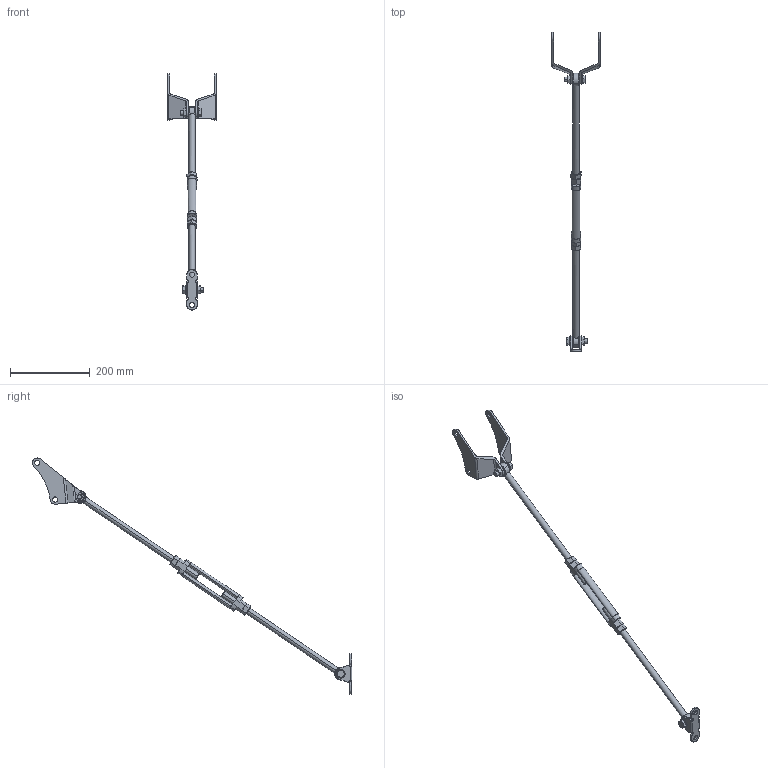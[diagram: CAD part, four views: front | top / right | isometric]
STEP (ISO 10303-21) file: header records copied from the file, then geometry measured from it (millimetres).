
FILE_DESCRIPTION (( 'STEP AP214' ), '1' );
FILE_NAME ('SMR3-TARM.STEP', '2017-06-26T20:24:56', ( '' ), ( '' ), 'SwSTEP 2.0', 'SolidWorks 2017', '' );
FILE_SCHEMA (( 'AUTOMOTIVE_DESIGN' ));
Length unit declared in the file: inch
Products named in the file (6): SMR3-TA_4; SMR3-TA_3; SMR3-TA_2; SMR3-TA_1; SMR3-TARM; SMR3-TA_5
Assembly tree (5 placements, depth 2):
  SMR3-TARM
    SMR3-TA_1
    SMR3-TA_2
    SMR3-TA_3
    SMR3-TA_4
    SMR3-TA_5
Bounding box: 122.5 x 802.94 x 593.88 mm (x, y, z)
Volume: 365953.8 mm3; surface area: 129688.6 mm2
Topology: 15 solids, 15 shells, 410 faces, 1010 edges, 625 vertices
Faces by surface type: plane 152, cylinder 128, bspline 82, cone 48
Entity records: 19386 total; most frequent: CARTESIAN_POINT 5258, ORIENTED_EDGE 2000, DIRECTION 1762, EDGE_CURVE 1000, AXIS2_PLACEMENT_3D 655, VERTEX_POINT 624, EDGE_LOOP 454, VECTOR 452
